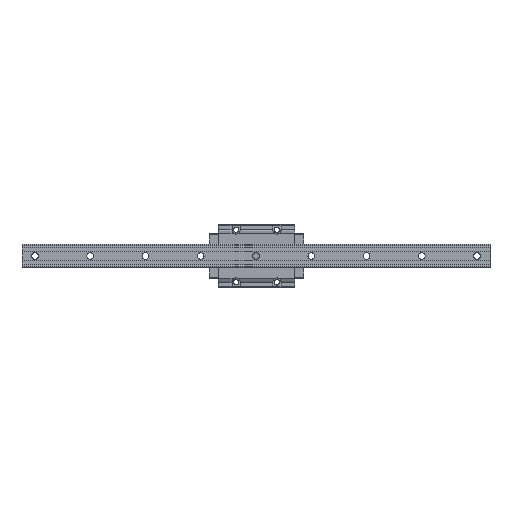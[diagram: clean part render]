
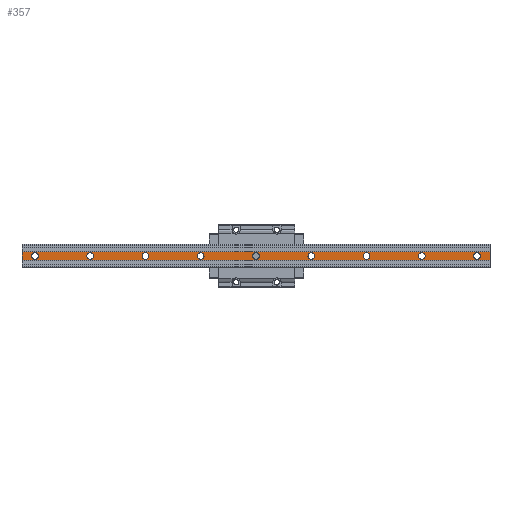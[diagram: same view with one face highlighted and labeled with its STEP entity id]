
A CAD part, front view. The second image highlights one B-rep face of the part: STEP entity #357.
In plain terms, the highlighted planar face has unit normal (0, -1, 0).
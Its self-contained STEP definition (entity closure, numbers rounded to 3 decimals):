
#357=ADVANCED_FACE('',(#1348,#1349,#1350,#1351,#1352,#1353,#1354,#1355,#1356,
#1357),#566,.T.);
#566=PLANE('',#3887);
#687=B_SPLINE_CURVE_WITH_KNOTS('',3,(#5287,#5288,#5289,#5290),.UNSPECIFIED.,
 .F.,.F.,(4,4),(0.,1.),.UNSPECIFIED.);
#688=B_SPLINE_CURVE_WITH_KNOTS('',3,(#5294,#5295,#5296,#5297),.UNSPECIFIED.,
 .F.,.F.,(4,4),(0.,1.),.UNSPECIFIED.);
#774=LINE('',#5284,#1061);
#775=LINE('',#5292,#1062);
#1061=VECTOR('',#4265,1.);
#1062=VECTOR('',#4266,1.);
#1348=FACE_BOUND('',#1460,.T.);
#1349=FACE_BOUND('',#1461,.T.);
#1350=FACE_BOUND('',#1462,.T.);
#1351=FACE_BOUND('',#1463,.T.);
#1352=FACE_BOUND('',#1464,.T.);
#1353=FACE_BOUND('',#1465,.T.);
#1354=FACE_BOUND('',#1466,.T.);
#1355=FACE_BOUND('',#1467,.T.);
#1356=FACE_BOUND('',#1468,.T.);
#1357=FACE_BOUND('',#1469,.T.);
#1460=EDGE_LOOP('',(#1734));
#1461=EDGE_LOOP('',(#1735));
#1462=EDGE_LOOP('',(#1736));
#1463=EDGE_LOOP('',(#1737));
#1464=EDGE_LOOP('',(#1738));
#1465=EDGE_LOOP('',(#1739));
#1466=EDGE_LOOP('',(#1740));
#1467=EDGE_LOOP('',(#1741));
#1468=EDGE_LOOP('',(#1742));
#1469=EDGE_LOOP('',(#1743,#1744,#1745,#1746));
#1734=ORIENTED_EDGE('',*,*,#3182,.F.);
#1735=ORIENTED_EDGE('',*,*,#3183,.F.);
#1736=ORIENTED_EDGE('',*,*,#3184,.F.);
#1737=ORIENTED_EDGE('',*,*,#3185,.F.);
#1738=ORIENTED_EDGE('',*,*,#3186,.F.);
#1739=ORIENTED_EDGE('',*,*,#3187,.F.);
#1740=ORIENTED_EDGE('',*,*,#3188,.F.);
#1741=ORIENTED_EDGE('',*,*,#3189,.F.);
#1742=ORIENTED_EDGE('',*,*,#3190,.F.);
#1743=ORIENTED_EDGE('',*,*,#3191,.F.);
#1744=ORIENTED_EDGE('',*,*,#3192,.F.);
#1745=ORIENTED_EDGE('',*,*,#3193,.T.);
#1746=ORIENTED_EDGE('',*,*,#3194,.T.);
#2810=VERTEX_POINT('',#5267);
#2811=VERTEX_POINT('',#5269);
#2812=VERTEX_POINT('',#5271);
#2813=VERTEX_POINT('',#5273);
#2814=VERTEX_POINT('',#5275);
#2815=VERTEX_POINT('',#5277);
#2816=VERTEX_POINT('',#5279);
#2817=VERTEX_POINT('',#5281);
#2818=VERTEX_POINT('',#5283);
#2819=VERTEX_POINT('',#5285);
#2820=VERTEX_POINT('',#5286);
#2821=VERTEX_POINT('',#5291);
#2822=VERTEX_POINT('',#5293);
#3182=EDGE_CURVE('',#2810,#2810,#3720,.T.);
#3183=EDGE_CURVE('',#2811,#2811,#3721,.T.);
#3184=EDGE_CURVE('',#2812,#2812,#3722,.T.);
#3185=EDGE_CURVE('',#2813,#2813,#3723,.T.);
#3186=EDGE_CURVE('',#2814,#2814,#3724,.T.);
#3187=EDGE_CURVE('',#2815,#2815,#3725,.T.);
#3188=EDGE_CURVE('',#2816,#2816,#3726,.T.);
#3189=EDGE_CURVE('',#2817,#2817,#3727,.T.);
#3190=EDGE_CURVE('',#2818,#2818,#3728,.T.);
#3191=EDGE_CURVE('',#2819,#2820,#774,.T.);
#3192=EDGE_CURVE('',#2821,#2819,#687,.T.);
#3193=EDGE_CURVE('',#2821,#2822,#775,.T.);
#3194=EDGE_CURVE('',#2822,#2820,#688,.T.);
#3720=CIRCLE('',#3878,9.);
#3721=CIRCLE('',#3879,9.);
#3722=CIRCLE('',#3880,9.);
#3723=CIRCLE('',#3881,9.);
#3724=CIRCLE('',#3882,9.);
#3725=CIRCLE('',#3883,9.);
#3726=CIRCLE('',#3884,9.);
#3727=CIRCLE('',#3885,9.);
#3728=CIRCLE('',#3886,9.);
#3878=AXIS2_PLACEMENT_3D('',#5266,#4247,#4248);
#3879=AXIS2_PLACEMENT_3D('',#5268,#4249,#4250);
#3880=AXIS2_PLACEMENT_3D('',#5270,#4251,#4252);
#3881=AXIS2_PLACEMENT_3D('',#5272,#4253,#4254);
#3882=AXIS2_PLACEMENT_3D('',#5274,#4255,#4256);
#3883=AXIS2_PLACEMENT_3D('',#5276,#4257,#4258);
#3884=AXIS2_PLACEMENT_3D('',#5278,#4259,#4260);
#3885=AXIS2_PLACEMENT_3D('',#5280,#4261,#4262);
#3886=AXIS2_PLACEMENT_3D('',#5282,#4263,#4264);
#3887=AXIS2_PLACEMENT_3D('',#5298,#4267,#4268);
#4247=DIRECTION('',(0.,-1.,0.));
#4248=DIRECTION('',(0.,0.,-1.));
#4249=DIRECTION('',(0.,-1.,0.));
#4250=DIRECTION('',(0.,0.,-1.));
#4251=DIRECTION('',(0.,-1.,0.));
#4252=DIRECTION('',(0.,0.,-1.));
#4253=DIRECTION('',(0.,-1.,0.));
#4254=DIRECTION('',(0.,0.,-1.));
#4255=DIRECTION('',(0.,-1.,0.));
#4256=DIRECTION('',(0.,0.,-1.));
#4257=DIRECTION('',(0.,-1.,0.));
#4258=DIRECTION('',(0.,0.,-1.));
#4259=DIRECTION('',(0.,-1.,0.));
#4260=DIRECTION('',(0.,0.,-1.));
#4261=DIRECTION('',(0.,-1.,0.));
#4262=DIRECTION('',(0.,0.,-1.));
#4263=DIRECTION('',(0.,-1.,0.));
#4264=DIRECTION('',(0.,0.,-1.));
#4265=DIRECTION('',(1.,0.,0.));
#4266=DIRECTION('',(1.,0.,0.));
#4267=DIRECTION('',(0.,-1.,0.));
#4268=DIRECTION('',(0.,0.,-1.));
#5266=CARTESIAN_POINT('',(0.,-43.,-528.));
#5267=CARTESIAN_POINT('',(0.,-43.,-537.));
#5268=CARTESIAN_POINT('',(0.,-43.,-378.));
#5269=CARTESIAN_POINT('',(0.,-43.,-387.));
#5270=CARTESIAN_POINT('',(0.,-43.,-228.));
#5271=CARTESIAN_POINT('',(0.,-43.,-237.));
#5272=CARTESIAN_POINT('',(0.,-43.,-78.));
#5273=CARTESIAN_POINT('',(0.,-43.,-87.));
#5274=CARTESIAN_POINT('',(0.,-43.,72.));
#5275=CARTESIAN_POINT('',(0.,-43.,63.));
#5276=CARTESIAN_POINT('',(0.,-43.,222.));
#5277=CARTESIAN_POINT('',(0.,-43.,213.));
#5278=CARTESIAN_POINT('',(0.,-43.,372.));
#5279=CARTESIAN_POINT('',(0.,-43.,363.));
#5280=CARTESIAN_POINT('',(0.,-43.,522.));
#5281=CARTESIAN_POINT('',(0.,-43.,513.));
#5282=CARTESIAN_POINT('',(0.,-43.,672.));
#5283=CARTESIAN_POINT('',(0.,-43.,663.));
#5284=CARTESIAN_POINT('',(-11.422,-43.,707.));
#5285=CARTESIAN_POINT('',(-11.422,-43.,707.));
#5286=CARTESIAN_POINT('',(11.423,-43.,707.));
#5287=CARTESIAN_POINT('',(-11.422,-43.,-563.));
#5288=CARTESIAN_POINT('',(-11.422,-43.,-139.667));
#5289=CARTESIAN_POINT('',(-11.422,-43.,283.667));
#5290=CARTESIAN_POINT('',(-11.422,-43.,707.));
#5291=CARTESIAN_POINT('',(-11.422,-43.,-563.));
#5292=CARTESIAN_POINT('',(-11.422,-43.,-563.));
#5293=CARTESIAN_POINT('',(11.423,-43.,-563.));
#5294=CARTESIAN_POINT('',(11.423,-43.,-563.));
#5295=CARTESIAN_POINT('',(11.423,-43.,-139.667));
#5296=CARTESIAN_POINT('',(11.423,-43.,283.667));
#5297=CARTESIAN_POINT('',(11.423,-43.,707.));
#5298=CARTESIAN_POINT('',(-11.422,-43.,-103.));
